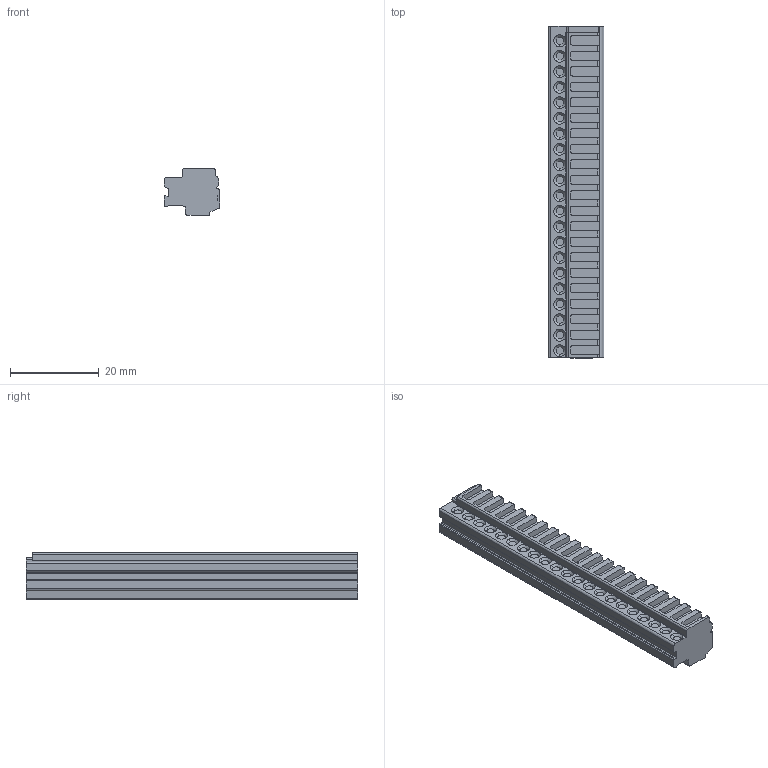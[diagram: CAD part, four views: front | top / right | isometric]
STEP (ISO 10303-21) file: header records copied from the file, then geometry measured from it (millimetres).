
FILE_DESCRIPTION((''),'2;1');
FILE_NAME('RRGG','2024-10-15T11:01:05',('tluser'),(''),'CREO PARAMETRIC BY PTC INC, 2018100','CREO PARAMETRIC BY PTC INC, 2018100','');
FILE_SCHEMA(('CONFIG_CONTROL_DESIGN'));
Length unit declared in the file: millimetre
Products named in the file (1): RRGG
Bounding box: 12.5 x 75 x 10.6 mm (x, y, z)
Volume: 7336.3 mm3; surface area: 4280.9 mm2
Topology: 1 solids, 1 shells, 658 faces, 1737 edges, 1144 vertices
Faces by surface type: plane 364, cylinder 210, cone 84
Entity records: 20749 total; most frequent: CARTESIAN_POINT 3901, DIRECTION 3599, ORIENTED_EDGE 3474, EDGE_CURVE 1737, AXIS2_PLACEMENT_3D 1246, VERTEX_POINT 1144, VECTOR 1107, LINE 1107
